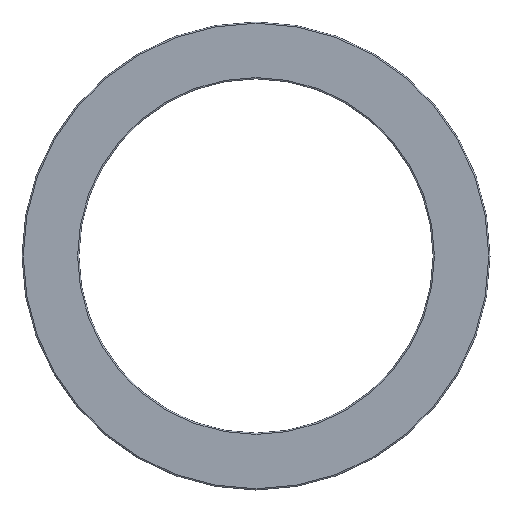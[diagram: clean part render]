
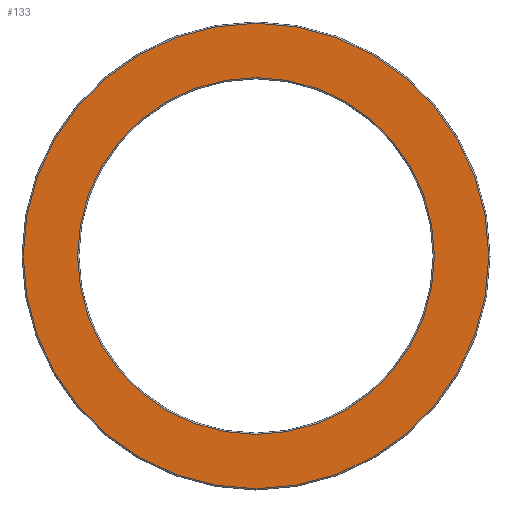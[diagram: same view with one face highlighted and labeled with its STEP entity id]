
A CAD part, left-side view. The second image highlights one B-rep face of the part: STEP entity #133.
In plain terms, the highlighted planar face has unit normal (-1, 0, 0).
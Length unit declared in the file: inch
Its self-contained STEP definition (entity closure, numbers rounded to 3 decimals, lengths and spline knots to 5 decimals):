
#38 = CARTESIAN_POINT ( 'NONE',  ( -0.61, 0., 0. ) ) ;
#63 = AXIS2_PLACEMENT_3D ( 'NONE', #380, #696, #260 ) ;
#89 = AXIS2_PLACEMENT_3D ( 'NONE', #38, #733, #485 ) ;
#90 = FACE_BOUND ( 'NONE', #724, .T. ) ;
#133 = ADVANCED_FACE ( 'NONE', ( #90, #480 ), #558, .F. ) ;
#188 = DIRECTION ( 'NONE',  ( 1., 0., 0. ) ) ;
#235 = CARTESIAN_POINT ( 'NONE',  ( -0.61, 0., 2.776 ) ) ;
#260 = DIRECTION ( 'NONE',  ( 0., 0., 1. ) ) ;
#341 = VERTEX_POINT ( 'NONE', #614 ) ;
#380 = CARTESIAN_POINT ( 'NONE',  ( -0.61, 0., 0. ) ) ;
#397 = CIRCLE ( 'NONE', #63, 2.776 ) ;
#418 = EDGE_CURVE ( 'NONE', #714, #714, #397, .T. ) ;
#425 = ORIENTED_EDGE ( 'NONE', *, *, #418, .F. ) ;
#473 = ORIENTED_EDGE ( 'NONE', *, *, #807, .T. ) ;
#480 = FACE_OUTER_BOUND ( 'NONE', #624, .T. ) ;
#485 = DIRECTION ( 'NONE',  ( 0., 0., 1. ) ) ;
#558 = PLANE ( 'NONE',  #586 ) ;
#563 = CIRCLE ( 'NONE', #89, 3.6215 ) ;
#572 = CARTESIAN_POINT ( 'NONE',  ( -0.61, 0., 0. ) ) ;
#586 = AXIS2_PLACEMENT_3D ( 'NONE', #572, #188, #697 ) ;
#614 = CARTESIAN_POINT ( 'NONE',  ( -0.61, 0., 3.6215 ) ) ;
#624 = EDGE_LOOP ( 'NONE', ( #473 ) ) ;
#696 = DIRECTION ( 'NONE',  ( -1., 0., 0. ) ) ;
#697 = DIRECTION ( 'NONE',  ( 0., 0., -1. ) ) ;
#714 = VERTEX_POINT ( 'NONE', #235 ) ;
#724 = EDGE_LOOP ( 'NONE', ( #425 ) ) ;
#733 = DIRECTION ( 'NONE',  ( -1., 0., 0. ) ) ;
#807 = EDGE_CURVE ( 'NONE', #341, #341, #563, .T. ) ;
